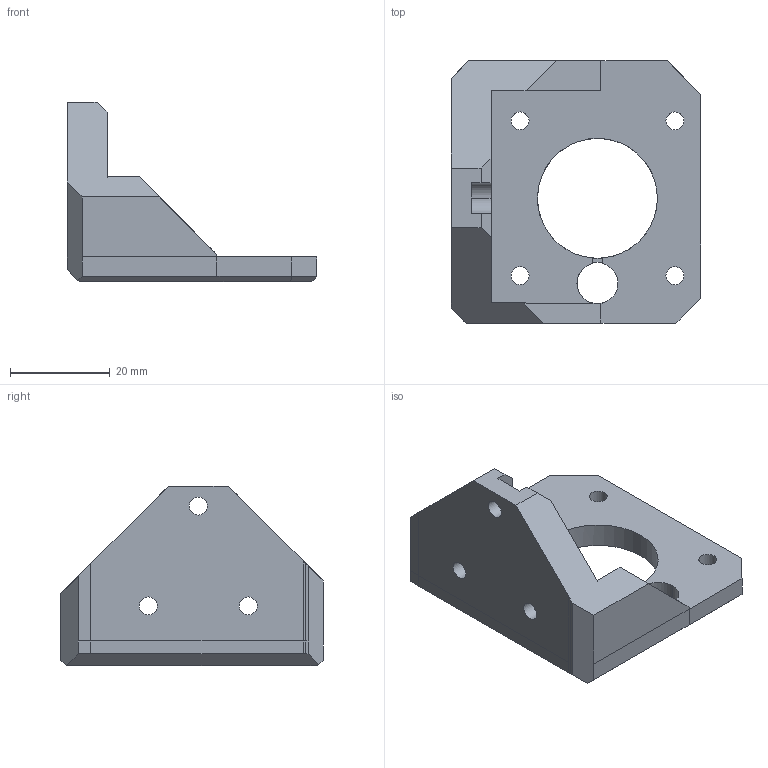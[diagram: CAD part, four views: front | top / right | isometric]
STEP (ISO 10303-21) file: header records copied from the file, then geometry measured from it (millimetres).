
FILE_DESCRIPTION(('FreeCAD Model'),'2;1');
FILE_NAME( 'z-axis-bottom-right.step', '2017-12-05T21:05:07',(''),(''),'Open CASCADE STEP processor 6.8', 'FreeCAD','Unknown');
FILE_SCHEMA(('AUTOMOTIVE_DESIGN_CC2 { 1 2 10303 214 -1 1 5 4 }'));
Length unit declared in the file: millimetre
Products named in the file (1): difference
Bounding box: 50 x 52.51 x 36 mm (x, y, z)
Volume: 21072.4 mm3; surface area: 9341.7 mm2
Topology: 1 solids, 1 shells, 72 faces, 202 edges, 130 vertices
Faces by surface type: plane 53, cylinder 14, cone 5
Full cylindrical faces by diameter (mm): 3.6 x7, 6.2 x2, 24 x1
Entity records: 4807 total; most frequent: CARTESIAN_POINT 1046, DIRECTION 592, ORIENTED_EDGE 404, PCURVE 404, DEFINITIONAL_REPRESENTATION 404, LINE 318, VECTOR 318, B_SPLINE_CURVE_WITH_KNOTS 203
